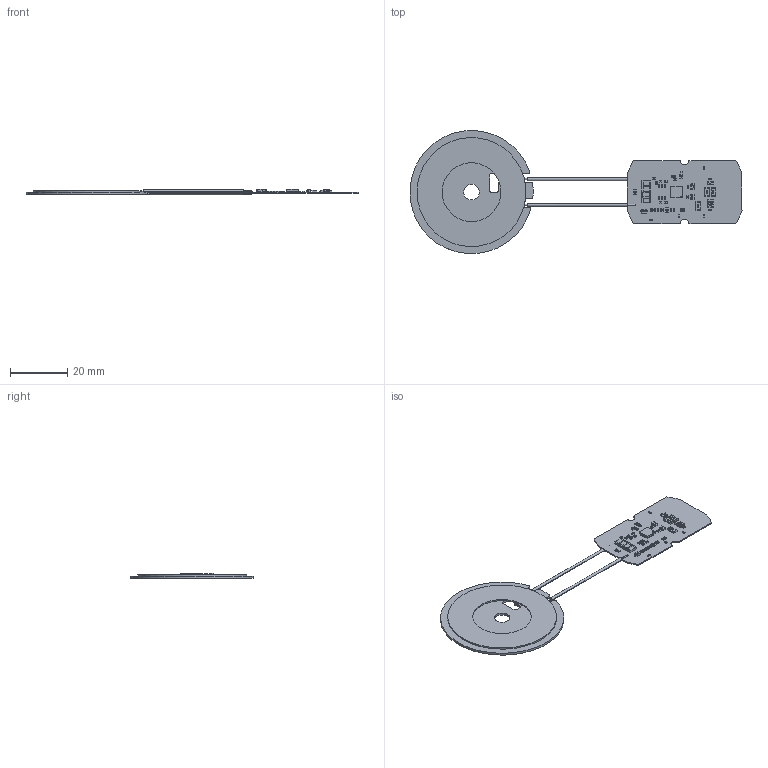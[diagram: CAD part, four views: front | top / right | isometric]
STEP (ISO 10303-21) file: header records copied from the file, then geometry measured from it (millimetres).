
FILE_DESCRIPTION((''),'2;1');
FILE_NAME('QI2QT-6130A1_V1_1_20240424_ASM','2025-02-19T16:45:45',('刘威'),(''),'CREO PARAMETRIC BY PTC INC, 2021063','CREO PARAMETRIC BY PTC INC, 2021063','');
FILE_SCHEMA(('CONFIG_CONTROL_DESIGN','SHAPE_APPEARANCE_LAYERS_GROUPS'));
Products named in the file (83): QI2QT-6130A1_00; QI2QT-6130A1_000; BOARD_1; 1101778720; C26_ASM; 1101785760; C16_ASM; 1101780896; R21_ASM; 1101779360; C59_ASM; 1101752864; C58_ASM; C57_ASM; R18_ASM; R6_ASM; 1101766944; R16_ASM; R12_ASM; C18_ASM; R1206_1; R1206_2; R1206_ASM; R9_ASM; 1101778592; C27_ASM; USER_LIBRARY-QFN_24_4X4; U1_ASM; C1_ASM; 1101781408; C2_ASM; C3_ASM; C4_ASM; C5_ASM; C6_ASM; C1206_1; C7_1_ASM; C8_1_ASM; C14_1_ASM; C15_1_ASM ...
Assembly tree (117 placements, depth 6):
  QI2QT-6130A1_V1_1_20240424_ASM
    QI2QT-6130A1_00
    QI2QT-6130A1_000
    QI2QT-6130A1_V1_1_20240424_1__ASM
      PCB_1_ASM
        BOARD_1
        C26_ASM
          1101778720
        C16_ASM
          1101785760
        R21_ASM
          1101780896
        C59_ASM
          1101779360
        C58_ASM
          1101752864
        C57_ASM
          1101752864
        R18_ASM
          1101780896
        R6_ASM
          1101780896
        R16_ASM
          1101766944
        R12_ASM
          1101780896
        C18_ASM
          1101779360
        R9_ASM
          R1206_ASM
            R1206_1
            R1206_2
        C27_ASM
          1101778592
        U1_ASM
          USER_LIBRARY-QFN_24_4X4
        C1_ASM
          1101778592
        C2_ASM
          1101781408
        C3_ASM
          1101778592
        C4_ASM
          1101779360
        C5_ASM
          1101778592
        C6_ASM
          1101779360
        C7_1_ASM
          C1206_1
        C8_1_ASM
          C1206_1
        C14_1_ASM
          C1206_1
        C15_1_ASM
          C1206_1
        C20_ASM
          1101752864
        D1_1_ASM
          SOD-323_1_2_ASM
Bounding box: 115.84 x 42.92 x 2 mm (x, y, z)
Volume: 1959.4 mm3; surface area: 6905.4 mm2
Topology: 63 solids, 63 shells, 3677 faces, 8948 edges, 5346 vertices
Faces by surface type: plane 1993, extrusion 818, cylinder 626, sphere 240
Entity records: 79659 total; most frequent: CARTESIAN_POINT 25199, ORIENTED_EDGE 7030, DIRECTION 6447, PRESENTATION_STYLE_ASSIGNMENT 4899, STYLED_ITEM 3786, CURVE_STYLE 3760, EDGE_CURVE 3515, VECTOR 2765
